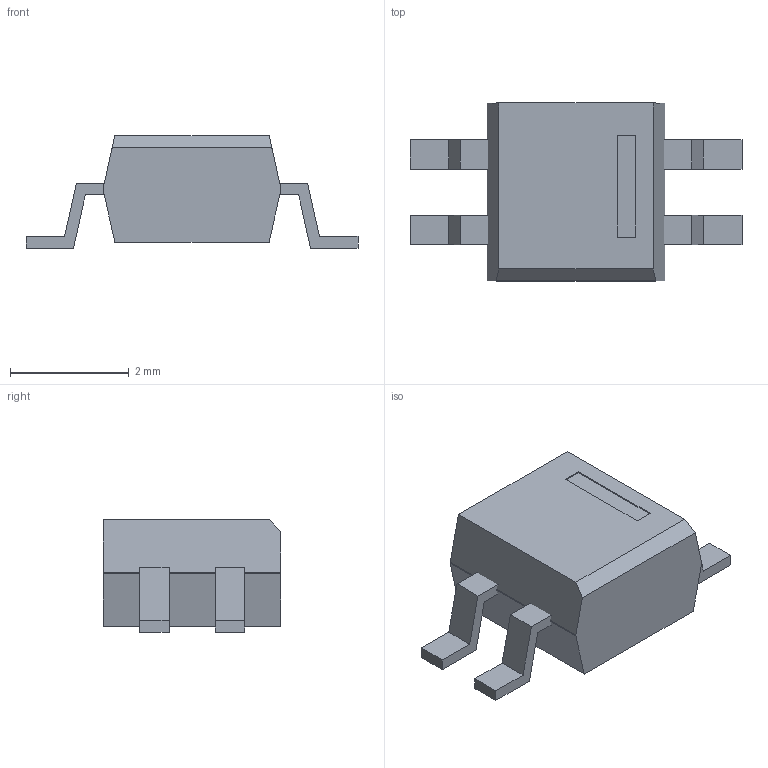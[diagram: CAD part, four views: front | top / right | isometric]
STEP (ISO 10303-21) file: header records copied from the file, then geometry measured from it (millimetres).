
FILE_DESCRIPTION(('FreeCAD Model'),'2;1');
FILE_NAME('microDIL.step', '2015-12-01T17:25:58',('Author'),(''), 'Open CASCADE STEP processor 6.9','FreeCAD','Unknown');
FILE_SCHEMA(('AUTOMOTIVE_DESIGN { 1 0 10303 214 1 1 1 1 }'));
Length unit declared in the file: millimetre
Products named in the file (5): Extrude001; Extrude002; Extrude004; Extrude003; Cut
Bounding box: 5.6 x 3 x 1.9 mm (x, y, z)
Volume: 16.1 mm3; surface area: 52.5 mm2
Topology: 5 solids, 5 shells, 56 faces, 135 edges, 90 vertices
Faces by surface type: plane 36, extrusion 16, bspline 4
Entity records: 3400 total; most frequent: CARTESIAN_POINT 644, DIRECTION 431, VECTOR 357, LINE 341, ORIENTED_EDGE 270, PCURVE 270, DEFINITIONAL_REPRESENTATION 270, EDGE_CURVE 135
